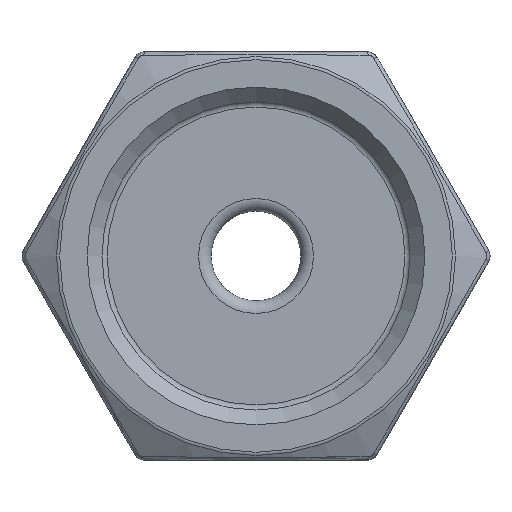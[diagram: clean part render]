
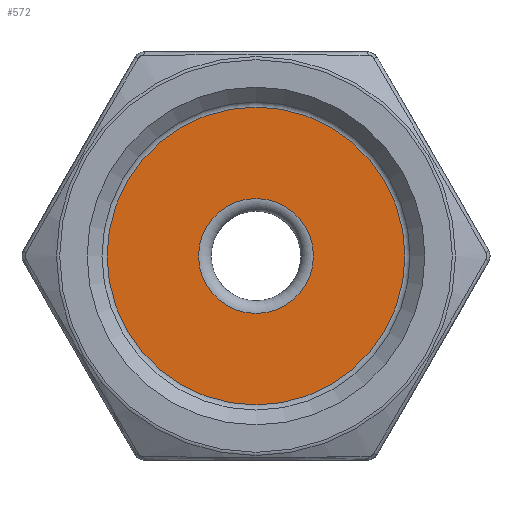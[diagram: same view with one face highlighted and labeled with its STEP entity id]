
A CAD part, left-side view. The second image highlights one B-rep face of the part: STEP entity #572.
In plain terms, the highlighted planar face has unit normal (-1, 0, 0).
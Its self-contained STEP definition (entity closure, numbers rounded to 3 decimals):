
#54 = ORIENTED_EDGE ( 'NONE', *, *, #14088, .T. ) ;
#265 = AXIS2_PLACEMENT_3D ( 'NONE', #7092, #3793, #11296 ) ;
#414 = CARTESIAN_POINT ( 'NONE',  ( 16.1, 0., -4.5 ) ) ;
#572 = ADVANCED_FACE ( 'NONE', ( #6491, #9751 ), #5487, .F. ) ;
#1709 = ORIENTED_EDGE ( 'NONE', *, *, #9505, .F. ) ;
#2394 = VERTEX_POINT ( 'NONE', #3697 ) ;
#3257 = CARTESIAN_POINT ( 'NONE',  ( 16.1, 0., -12.158 ) ) ;
#3697 = CARTESIAN_POINT ( 'NONE',  ( 16.1, 0., 11.659 ) ) ;
#3715 = DIRECTION ( 'NONE',  ( 1., 0., 0. ) ) ;
#3793 = DIRECTION ( 'NONE',  ( 1., 0., 0. ) ) ;
#4259 = DIRECTION ( 'NONE',  ( 0., 1., 0. ) ) ;
#5487 = PLANE ( 'NONE',  #10147 ) ;
#5857 = VERTEX_POINT ( 'NONE', #414 ) ;
#6008 = CARTESIAN_POINT ( 'NONE',  ( 16.1, 0., 0. ) ) ;
#6491 = FACE_BOUND ( 'NONE', #10295, .T. ) ;
#6965 = CIRCLE ( 'NONE', #265, 11.659 ) ;
#7092 = CARTESIAN_POINT ( 'NONE',  ( 16.1, 0., 0. ) ) ;
#9505 = EDGE_CURVE ( 'NONE', #2394, #2394, #6965, .T. ) ;
#9751 = FACE_OUTER_BOUND ( 'NONE', #13628, .T. ) ;
#10147 = AXIS2_PLACEMENT_3D ( 'NONE', #3257, #11120, #4259 ) ;
#10208 = DIRECTION ( 'NONE',  ( 0., 0., -1. ) ) ;
#10295 = EDGE_LOOP ( 'NONE', ( #54 ) ) ;
#11021 = AXIS2_PLACEMENT_3D ( 'NONE', #6008, #3715, #10208 ) ;
#11120 = DIRECTION ( 'NONE',  ( 1., 0., 0. ) ) ;
#11296 = DIRECTION ( 'NONE',  ( 0., 0., 1. ) ) ;
#11485 = CIRCLE ( 'NONE', #11021, 4.5 ) ;
#13628 = EDGE_LOOP ( 'NONE', ( #1709 ) ) ;
#14088 = EDGE_CURVE ( 'NONE', #5857, #5857, #11485, .T. ) ;
